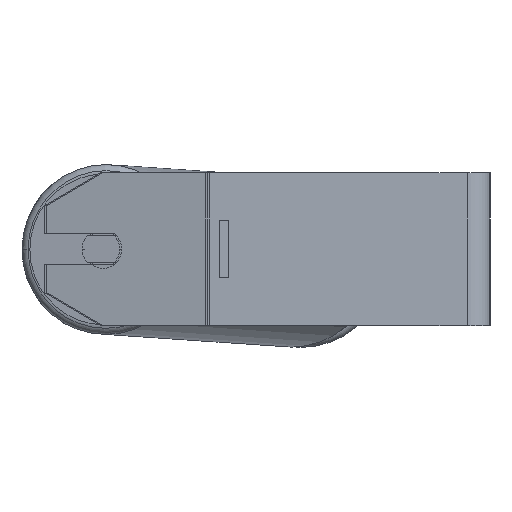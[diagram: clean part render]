
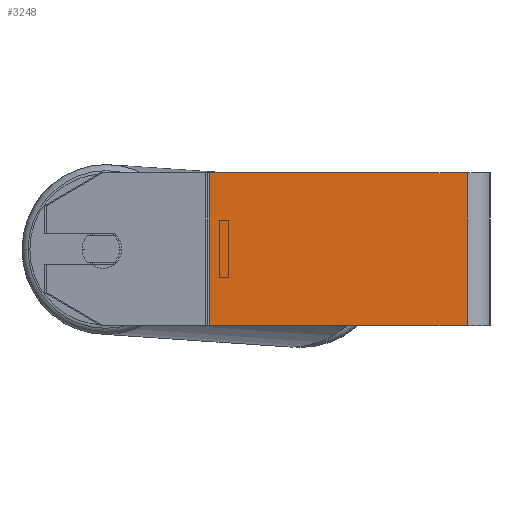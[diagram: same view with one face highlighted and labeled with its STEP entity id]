
A CAD part, left-side view. The second image highlights one B-rep face of the part: STEP entity #3248.
In plain terms, the highlighted planar face has unit normal (-1, 0, 0).
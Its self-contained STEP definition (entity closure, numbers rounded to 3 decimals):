
#112 = LINE ( 'NONE', #6871, #2807 ) ;
#930 = VERTEX_POINT ( 'NONE', #4981 ) ;
#1116 = ORIENTED_EDGE ( 'NONE', *, *, #3856, .F. ) ;
#1169 = VERTEX_POINT ( 'NONE', #8062 ) ;
#1301 = EDGE_CURVE ( 'NONE', #1169, #8550, #6371, .T. ) ;
#1479 = LINE ( 'NONE', #3485, #2815 ) ;
#1909 = CARTESIAN_POINT ( 'NONE',  ( -900., 148.129, 40. ) ) ;
#1974 = LINE ( 'NONE', #8761, #4675 ) ;
#2005 = DIRECTION ( 'NONE',  ( 1., 0., 0. ) ) ;
#2235 = AXIS2_PLACEMENT_3D ( 'NONE', #1909, #2005, #6071 ) ;
#2250 = DIRECTION ( 'NONE',  ( 0., 0., -1. ) ) ;
#2714 = FACE_OUTER_BOUND ( 'NONE', #4512, .T. ) ;
#2807 = VECTOR ( 'NONE', #2841, 1000. ) ;
#2815 = VECTOR ( 'NONE', #2250, 1000. ) ;
#2841 = DIRECTION ( 'NONE',  ( 0., -1., 0. ) ) ;
#2907 = VECTOR ( 'NONE', #7657, 1000. ) ;
#3248 = ADVANCED_FACE ( 'NONE', ( #2714 ), #3329, .F. ) ;
#3314 = EDGE_CURVE ( 'NONE', #930, #6629, #112, .T. ) ;
#3329 = PLANE ( 'NONE',  #2235 ) ;
#3485 = CARTESIAN_POINT ( 'NONE',  ( -900., 12., 40. ) ) ;
#3574 = CARTESIAN_POINT ( 'NONE',  ( -900., 148.129, 40. ) ) ;
#3856 = EDGE_CURVE ( 'NONE', #8550, #6629, #1479, .T. ) ;
#4055 = DIRECTION ( 'NONE',  ( 0., 0., -1. ) ) ;
#4303 = ORIENTED_EDGE ( 'NONE', *, *, #6398, .T. ) ;
#4512 = EDGE_LOOP ( 'NONE', ( #6303, #1116, #6830, #4303 ) ) ;
#4675 = VECTOR ( 'NONE', #4055, 1000. ) ;
#4981 = CARTESIAN_POINT ( 'NONE',  ( -900., 147.08, -40. ) ) ;
#5904 = CARTESIAN_POINT ( 'NONE',  ( -900., 12., -40. ) ) ;
#6071 = DIRECTION ( 'NONE',  ( 0., 0., -1. ) ) ;
#6303 = ORIENTED_EDGE ( 'NONE', *, *, #3314, .T. ) ;
#6371 = LINE ( 'NONE', #3574, #2907 ) ;
#6398 = EDGE_CURVE ( 'NONE', #1169, #930, #1974, .T. ) ;
#6629 = VERTEX_POINT ( 'NONE', #5904 ) ;
#6830 = ORIENTED_EDGE ( 'NONE', *, *, #1301, .F. ) ;
#6871 = CARTESIAN_POINT ( 'NONE',  ( -900., 148.129, -40. ) ) ;
#7035 = CARTESIAN_POINT ( 'NONE',  ( -900., 12., 40. ) ) ;
#7657 = DIRECTION ( 'NONE',  ( 0., -1., 0. ) ) ;
#8062 = CARTESIAN_POINT ( 'NONE',  ( -900., 147.08, 40. ) ) ;
#8550 = VERTEX_POINT ( 'NONE', #7035 ) ;
#8761 = CARTESIAN_POINT ( 'NONE',  ( -900., 147.08, 40. ) ) ;
